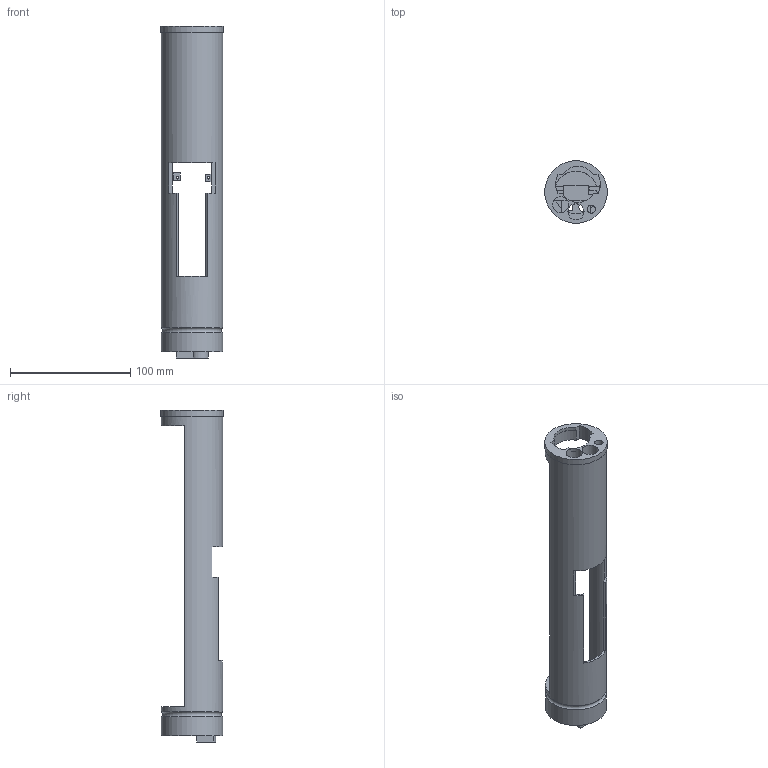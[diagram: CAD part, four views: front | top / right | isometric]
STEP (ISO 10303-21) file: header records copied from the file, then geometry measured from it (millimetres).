
FILE_DESCRIPTION(/* description */ ('','CAx-IF Rec.Pracs.---Representation and Presentation of Product Manufacturing Information (PMI)---4.0---2014-10-13'),/* implementation_level */ '2;1');
FILE_NAME(/* name */ 'PCB tray CAD v2.step',/* time_stamp */ '2025-02-05T10:33:16-05:00',/* author */ (''),/* organization */ (''),/* preprocessor_version */ 'ST-DEVELOPER v20',/* originating_system */ 'Autodesk Translation Framework v13.20.0.188',/* authorisation */ '');
FILE_SCHEMA (('AP242_MANAGED_MODEL_BASED_3D_ENGINEERING_MIM_LF { 1 0 10303 442 1 1 4 }'));
Length unit declared in the file: millimetre
Products named in the file (1): PCB tray CAD
Bounding box: 51.99 x 51.99 x 275.72 mm (x, y, z)
Volume: 76393.9 mm3; surface area: 63751.6 mm2
Topology: 1 solids, 1 shells, 108 faces, 303 edges, 200 vertices
Faces by surface type: plane 85, cylinder 22, torus 1
Full cylindrical faces by diameter (mm): 2.028 x2, 6.684 x1, 6.8 x1, 13.2 x1, 13.3 x1, 35.56 x1, 46.8 x1, 50.8 x2, 51.994 x1
Entity records: 3566 total; most frequent: CARTESIAN_POINT 612, ORIENTED_EDGE 606, DIRECTION 599, EDGE_CURVE 303, LINE 225, VECTOR 225, VERTEX_POINT 200, AXIS2_PLACEMENT_3D 187
